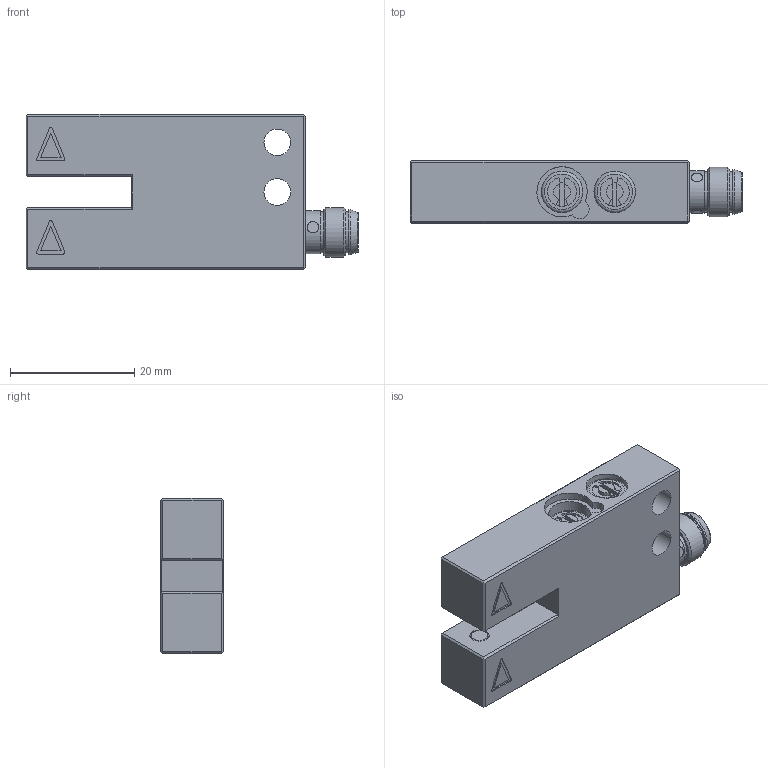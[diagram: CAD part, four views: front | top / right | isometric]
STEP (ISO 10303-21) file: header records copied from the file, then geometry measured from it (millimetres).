
FILE_DESCRIPTION (( 'STEP AP214' ), '1' );
FILE_NAME ('OGU005G3-T3.STEP', '2024-03-20T10:51:19', ( '' ), ( '' ), 'SwSTEP 2.0', 'SolidWorks 2023', '' );
FILE_SCHEMA (( 'AUTOMOTIVE_DESIGN' ));
Length unit declared in the file: inch
Products named in the file (1): OGU005G3-T3
Bounding box: 53.5 x 10 x 25 mm (x, y, z)
Volume: 10130.9 mm3; surface area: 4767.6 mm2
Topology: 1 solids, 10 shells, 232 faces, 549 edges, 359 vertices
Faces by surface type: plane 155, cylinder 65, cone 5, torus 4, sphere 3
Full cylindrical faces by diameter (mm): 1 x3, 2 x2, 3.1 x2, 4.3 x2, 5.7 x1, 5.8 x2, 6.4 x1, 6.6 x4, 6.7 x4, 6.9 x1, 7.2 x1, 8 x1
Entity records: 6465 total; most frequent: CARTESIAN_POINT 1270, DIRECTION 1057, ORIENTED_EDGE 992, EDGE_CURVE 496, AXIS2_PLACEMENT_3D 358, VERTEX_POINT 343, VECTOR 341, LINE 341
